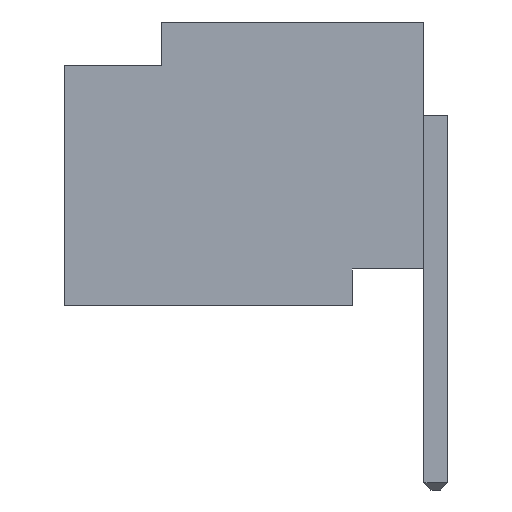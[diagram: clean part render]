
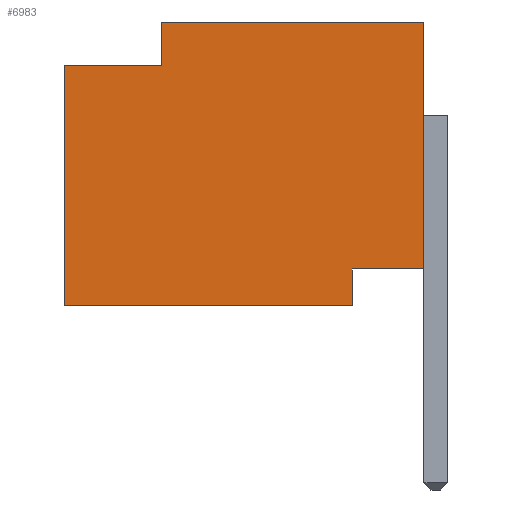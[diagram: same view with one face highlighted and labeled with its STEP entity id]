
A CAD part, left-side view. The second image highlights one B-rep face of the part: STEP entity #6983.
In plain terms, the highlighted planar face has unit normal (-1, 0, 0).
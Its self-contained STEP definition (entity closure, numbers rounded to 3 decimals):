
#502=ORIENTED_EDGE('',*,*,#1872,.T.);
#503=ORIENTED_EDGE('',*,*,#1922,.T.);
#504=ORIENTED_EDGE('',*,*,#1940,.T.);
#505=ORIENTED_EDGE('',*,*,#1941,.F.);
#506=ORIENTED_EDGE('',*,*,#1861,.F.);
#507=ORIENTED_EDGE('',*,*,#1933,.F.);
#508=ORIENTED_EDGE('',*,*,#1942,.F.);
#509=ORIENTED_EDGE('',*,*,#1943,.T.);
#1861=EDGE_CURVE('',#2585,#2586,#3057,.T.);
#1872=EDGE_CURVE('',#2596,#2595,#3068,.T.);
#1922=EDGE_CURVE('',#2595,#2641,#3118,.T.);
#1933=EDGE_CURVE('',#2649,#2585,#3129,.T.);
#1940=EDGE_CURVE('',#2641,#2654,#3136,.T.);
#1941=EDGE_CURVE('',#2586,#2654,#3137,.T.);
#1942=EDGE_CURVE('',#2655,#2649,#3138,.T.);
#1943=EDGE_CURVE('',#2655,#2596,#3139,.T.);
#2585=VERTEX_POINT('',#8699);
#2586=VERTEX_POINT('',#8701);
#2595=VERTEX_POINT('',#8722);
#2596=VERTEX_POINT('',#8724);
#2641=VERTEX_POINT('',#8821);
#2649=VERTEX_POINT('',#8843);
#2654=VERTEX_POINT('',#8858);
#2655=VERTEX_POINT('',#8861);
#3057=LINE('',#8700,#3517);
#3068=LINE('',#8723,#3528);
#3118=LINE('',#8822,#3578);
#3129=LINE('',#8844,#3589);
#3136=LINE('',#8857,#3596);
#3137=LINE('',#8859,#3597);
#3138=LINE('',#8860,#3598);
#3139=LINE('',#8862,#3599);
#3517=VECTOR('',#7650,1000.);
#3528=VECTOR('',#7665,1000.);
#3578=VECTOR('',#7721,1000.);
#3589=VECTOR('',#7738,1000.);
#3596=VECTOR('',#7749,1000.);
#3597=VECTOR('',#7750,1000.);
#3598=VECTOR('',#7751,1000.);
#3599=VECTOR('',#7752,1000.);
#3933=EDGE_LOOP('',(#502,#503,#504,#505,#506,#507,#508,#509));
#4263=FACE_BOUND('',#3933,.T.);
#4588=PLANE('',#7312);
#6983=ADVANCED_FACE('',(#4263),#4588,.T.);
#7312=AXIS2_PLACEMENT_3D('',#8856,#7747,#7748);
#7650=DIRECTION('',(0.,-1.,0.));
#7665=DIRECTION('',(0.,-1.,0.));
#7721=DIRECTION('',(0.,0.,1.));
#7738=DIRECTION('',(0.,0.,1.));
#7747=DIRECTION('',(-1.,0.,0.));
#7748=DIRECTION('',(0.,0.,1.));
#7749=DIRECTION('',(0.,-1.,0.));
#7750=DIRECTION('',(0.,0.,-1.));
#7751=DIRECTION('',(0.,-1.,0.));
#7752=DIRECTION('',(0.,0.,-1.));
#8699=CARTESIAN_POINT('',(-3.998,3.073,3.327));
#8700=CARTESIAN_POINT('',(-3.998,1.27,3.327));
#8701=CARTESIAN_POINT('',(-3.998,0.,3.327));
#8722=CARTESIAN_POINT('',(-3.998,0.838,0.));
#8723=CARTESIAN_POINT('',(-3.998,1.27,0.));
#8724=CARTESIAN_POINT('',(-3.998,4.216,0.));
#8821=CARTESIAN_POINT('',(-3.998,0.838,0.432));
#8822=CARTESIAN_POINT('',(-3.998,0.838,0.));
#8843=CARTESIAN_POINT('',(-3.998,3.073,2.819));
#8844=CARTESIAN_POINT('',(-3.998,3.073,2.819));
#8856=CARTESIAN_POINT('',(-3.998,1.27,3.327));
#8857=CARTESIAN_POINT('',(-3.998,0.838,0.432));
#8858=CARTESIAN_POINT('',(-3.998,0.,0.432));
#8859=CARTESIAN_POINT('',(-3.998,0.,3.327));
#8860=CARTESIAN_POINT('',(-3.998,4.216,2.819));
#8861=CARTESIAN_POINT('',(-3.998,4.216,2.819));
#8862=CARTESIAN_POINT('',(-3.998,4.216,3.327));
